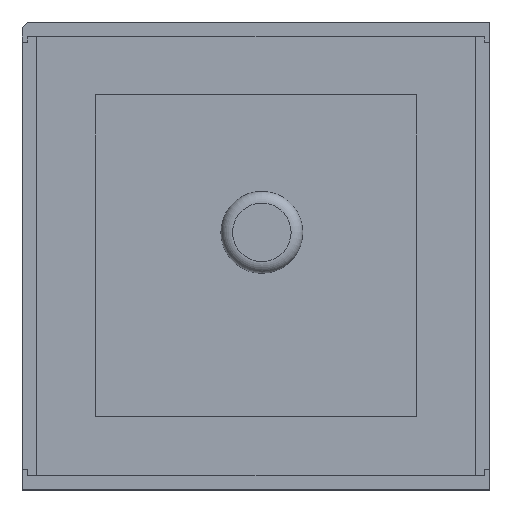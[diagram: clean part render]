
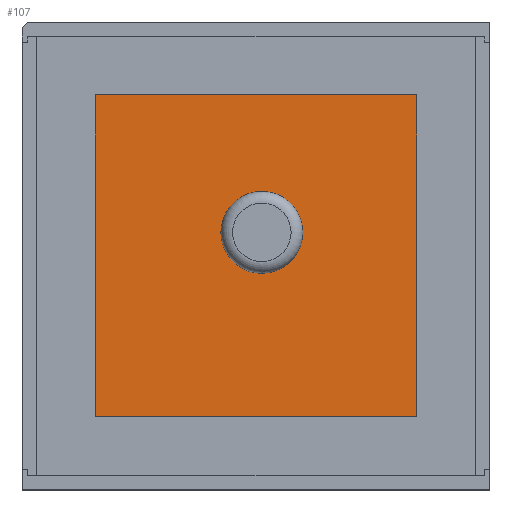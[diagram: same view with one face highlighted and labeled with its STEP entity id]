
A CAD part, top view. The second image highlights one B-rep face of the part: STEP entity #107.
In plain terms, the highlighted face is planar.
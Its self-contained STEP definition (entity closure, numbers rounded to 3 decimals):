
#53 = VERTEX_POINT('',#54);
#54 = CARTESIAN_POINT('',(-1.2,4.745,-0.8));
#62 = EDGE_CURVE('',#53,#53,#63,.T.);
#63 = CIRCLE('',#64,1.4);
#64 = AXIS2_PLACEMENT_3D('',#65,#66,#67);
#65 = CARTESIAN_POINT('',(0.2,4.745,-0.8));
#66 = DIRECTION('',(0.,1.,0.));
#67 = DIRECTION('',(-1.,0.,0.));
#107 = ADVANCED_FACE('',(#108,#111),#145,.T.);
#108 = FACE_BOUND('',#109,.T.);
#109 = EDGE_LOOP('',(#110));
#110 = ORIENTED_EDGE('',*,*,#62,.F.);
#111 = FACE_BOUND('',#112,.T.);
#112 = EDGE_LOOP('',(#113,#123,#131,#139));
#113 = ORIENTED_EDGE('',*,*,#114,.T.);
#114 = EDGE_CURVE('',#115,#117,#119,.T.);
#115 = VERTEX_POINT('',#116);
#116 = CARTESIAN_POINT('',(-5.5,4.745,-5.5));
#117 = VERTEX_POINT('',#118);
#118 = CARTESIAN_POINT('',(-5.5,4.745,5.5));
#119 = LINE('',#120,#121);
#120 = CARTESIAN_POINT('',(-5.5,4.745,-5.5));
#121 = VECTOR('',#122,1.);
#122 = DIRECTION('',(0.,0.,1.));
#123 = ORIENTED_EDGE('',*,*,#124,.T.);
#124 = EDGE_CURVE('',#117,#125,#127,.T.);
#125 = VERTEX_POINT('',#126);
#126 = CARTESIAN_POINT('',(5.5,4.745,5.5));
#127 = LINE('',#128,#129);
#128 = CARTESIAN_POINT('',(-5.5,4.745,5.5));
#129 = VECTOR('',#130,1.);
#130 = DIRECTION('',(1.,0.,0.));
#131 = ORIENTED_EDGE('',*,*,#132,.F.);
#132 = EDGE_CURVE('',#133,#125,#135,.T.);
#133 = VERTEX_POINT('',#134);
#134 = CARTESIAN_POINT('',(5.5,4.745,-5.5));
#135 = LINE('',#136,#137);
#136 = CARTESIAN_POINT('',(5.5,4.745,-5.5));
#137 = VECTOR('',#138,1.);
#138 = DIRECTION('',(0.,0.,1.));
#139 = ORIENTED_EDGE('',*,*,#140,.F.);
#140 = EDGE_CURVE('',#115,#133,#141,.T.);
#141 = LINE('',#142,#143);
#142 = CARTESIAN_POINT('',(-5.5,4.745,-5.5));
#143 = VECTOR('',#144,1.);
#144 = DIRECTION('',(1.,0.,0.));
#145 = PLANE('',#146);
#146 = AXIS2_PLACEMENT_3D('',#147,#148,#149);
#147 = CARTESIAN_POINT('',(-5.5,4.745,-5.5));
#148 = DIRECTION('',(0.,1.,0.));
#149 = DIRECTION('',(1.,0.,0.));
